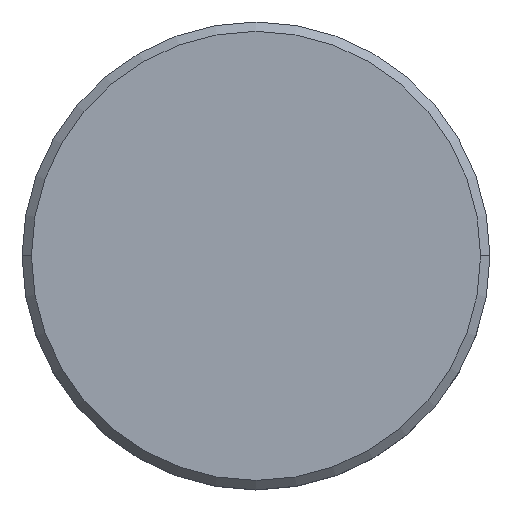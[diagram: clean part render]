
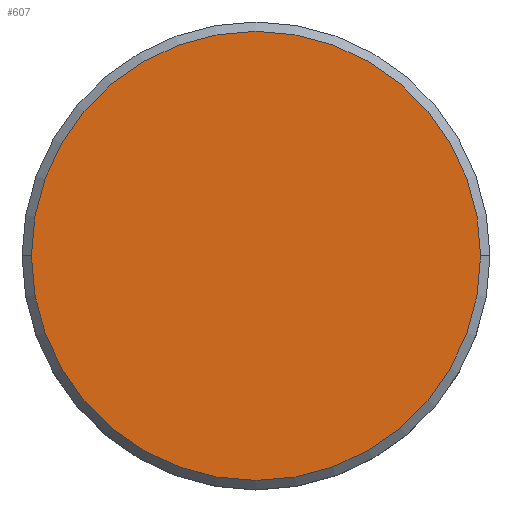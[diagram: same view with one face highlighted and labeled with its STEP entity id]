
A CAD part, top view. The second image highlights one B-rep face of the part: STEP entity #607.
In plain terms, the highlighted planar face has unit normal (0, 0, 1).
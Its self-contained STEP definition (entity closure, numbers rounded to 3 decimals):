
#94 = CARTESIAN_POINT ( 'NONE',  ( -12., 0., 0. ) ) ;
#109 = DIRECTION ( 'NONE',  ( 1., 0., 0. ) ) ;
#200 = CARTESIAN_POINT ( 'NONE',  ( 0., 0., 0. ) ) ;
#221 = DIRECTION ( 'NONE',  ( 1., 0., 0. ) ) ;
#252 = VERTEX_POINT ( 'NONE', #94 ) ;
#300 = FACE_OUTER_BOUND ( 'NONE', #1093, .T. ) ;
#330 = CARTESIAN_POINT ( 'NONE',  ( 0., 0., 0. ) ) ;
#343 = VERTEX_POINT ( 'NONE', #513 ) ;
#390 = EDGE_CURVE ( 'NONE', #343, #252, #728, .T. ) ;
#430 = EDGE_CURVE ( 'NONE', #252, #343, #764, .T. ) ;
#512 = AXIS2_PLACEMENT_3D ( 'NONE', #1046, #682, #221 ) ;
#513 = CARTESIAN_POINT ( 'NONE',  ( 12., 0., 0. ) ) ;
#554 = AXIS2_PLACEMENT_3D ( 'NONE', #330, #699, #970 ) ;
#567 = ORIENTED_EDGE ( 'NONE', *, *, #390, .T. ) ;
#574 = DIRECTION ( 'NONE',  ( 0., 0., 1. ) ) ;
#607 = ADVANCED_FACE ( 'NONE', ( #300 ), #841, .T. ) ;
#634 = AXIS2_PLACEMENT_3D ( 'NONE', #200, #574, #109 ) ;
#682 = DIRECTION ( 'NONE',  ( 0., 0., 1. ) ) ;
#699 = DIRECTION ( 'NONE',  ( 0., 0., 1. ) ) ;
#728 = CIRCLE ( 'NONE', #512, 12. ) ;
#764 = CIRCLE ( 'NONE', #554, 12. ) ;
#841 = PLANE ( 'NONE',  #634 ) ;
#970 = DIRECTION ( 'NONE',  ( 1., 0., 0. ) ) ;
#1046 = CARTESIAN_POINT ( 'NONE',  ( 0., 0., 0. ) ) ;
#1058 = ORIENTED_EDGE ( 'NONE', *, *, #430, .T. ) ;
#1093 = EDGE_LOOP ( 'NONE', ( #1058, #567 ) ) ;
